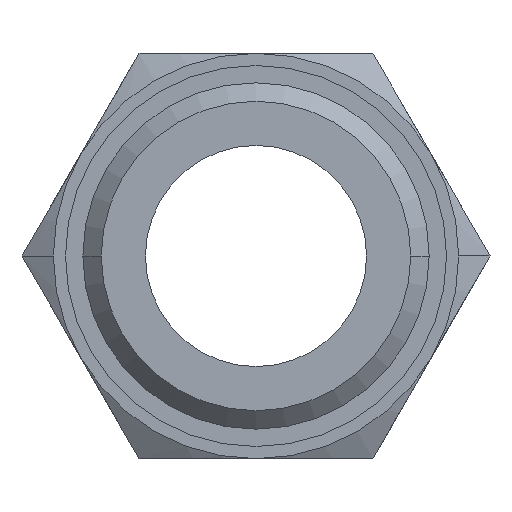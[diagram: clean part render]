
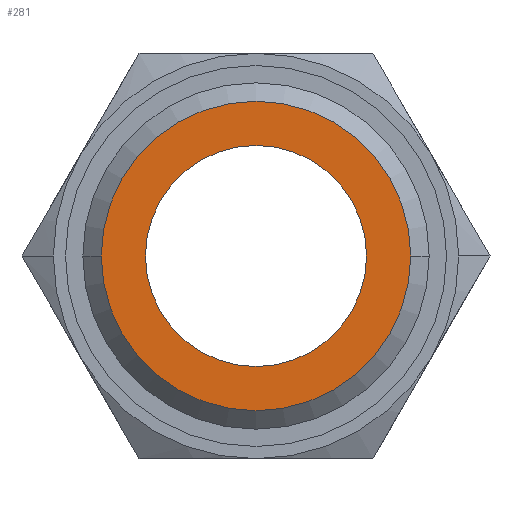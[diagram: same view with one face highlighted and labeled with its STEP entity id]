
A CAD part, front view. The second image highlights one B-rep face of the part: STEP entity #281.
In plain terms, the highlighted planar face has unit normal (0, -1, 0).
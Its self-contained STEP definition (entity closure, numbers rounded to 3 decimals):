
#281=ADVANCED_FACE('',(#561,#562),#563,.T.);
#561=FACE_BOUND('',#834,.T.);
#562=FACE_OUTER_BOUND('',#835,.T.);
#563=PLANE('',#836);
#834=EDGE_LOOP('',(#1531,#1532));
#835=EDGE_LOOP('',(#1533,#1534));
#836=AXIS2_PLACEMENT_3D('',#1535,#1536,#1537);
#1531=ORIENTED_EDGE('',*,*,#1724,.T.);
#1532=ORIENTED_EDGE('',*,*,#1741,.T.);
#1533=ORIENTED_EDGE('',*,*,#1691,.F.);
#1534=ORIENTED_EDGE('',*,*,#1647,.F.);
#1535=CARTESIAN_POINT('',(2.1,0.0,0.0));
#1536=DIRECTION('',(-0.0,-1.0,-0.0));
#1537=DIRECTION('',(-1.0,0.0,0.0));
#1647=EDGE_CURVE('',#1970,#1965,#1972,.T.);
#1691=EDGE_CURVE('',#1965,#1970,#2037,.T.);
#1724=EDGE_CURVE('',#2081,#2079,#2082,.T.);
#1741=EDGE_CURVE('',#2079,#2081,#2099,.T.);
#1965=VERTEX_POINT('',#2517);
#1970=VERTEX_POINT('',#2523);
#1972=CIRCLE('',#2526,4.2);
#2037=CIRCLE('',#2602,4.2);
#2079=VERTEX_POINT('',#2676);
#2081=VERTEX_POINT('',#2679);
#2082=CIRCLE('',#2680,3.0);
#2099=CIRCLE('',#2735,3.0);
#2517=CARTESIAN_POINT('',(4.2,0.0,0.0));
#2523=CARTESIAN_POINT('',(-4.2,0.0,0.));
#2526=AXIS2_PLACEMENT_3D('',#2999,#3000,#3001);
#2602=AXIS2_PLACEMENT_3D('',#3079,#3080,#3081);
#2676=CARTESIAN_POINT('',(3.0,0.0,0.));
#2679=CARTESIAN_POINT('',(-3.0,0.0,0.));
#2680=AXIS2_PLACEMENT_3D('',#3117,#3118,#3119);
#2735=AXIS2_PLACEMENT_3D('',#3131,#3132,#3133);
#2999=CARTESIAN_POINT('',(0.0,0.0,0.0));
#3000=DIRECTION('',(-0.0,1.0,0.0));
#3001=DIRECTION('',(1.0,0.0,0.0));
#3079=CARTESIAN_POINT('',(0.0,0.0,0.0));
#3080=DIRECTION('',(-0.0,1.0,0.0));
#3081=DIRECTION('',(1.0,0.0,0.0));
#3117=CARTESIAN_POINT('',(0.0,0.0,0.0));
#3118=DIRECTION('',(-0.0,1.0,0.0));
#3119=DIRECTION('',(1.0,0.0,0.0));
#3131=CARTESIAN_POINT('',(0.0,0.0,0.0));
#3132=DIRECTION('',(-0.0,1.0,0.0));
#3133=DIRECTION('',(1.0,0.0,0.0));
